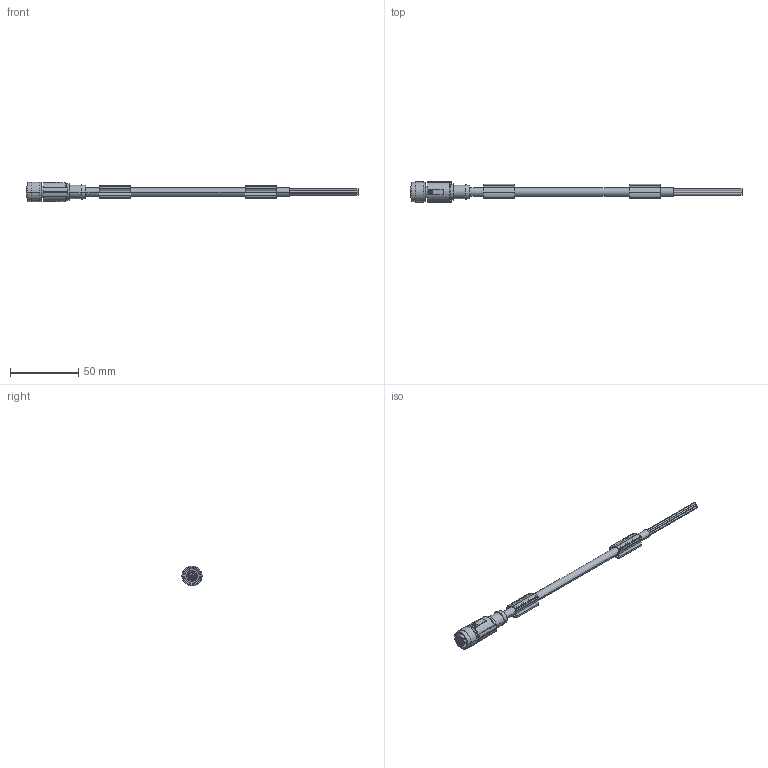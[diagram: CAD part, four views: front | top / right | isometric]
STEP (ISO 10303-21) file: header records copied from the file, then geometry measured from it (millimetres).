
FILE_DESCRIPTION(('SolidDesigner STEP Export'),'2;1');
FILE_NAME('1522891.stp','2008-11-24T11:53:29',(''),(''),'OneSpace Designer STEP processor for AP214 (Solid Model)','OneSpace Designer 14.50 18-Oct-2006 (C) CoCreate Software GmbH','');
FILE_SCHEMA(('AUTOMOTIVE_DESIGN { 1 0 10303 214 1 1 1 1 }'));
Length unit declared in the file: millimetre
Products named in the file (2): 1522891
Assembly tree (1 placements, depth 2):
  1522891
    1522891
Bounding box: 244 x 15 x 14.7 mm (x, y, z)
Volume: 10869.7 mm3; surface area: 10202 mm2
Topology: 1 solids, 1 shells, 339 faces, 908 edges, 609 vertices
Faces by surface type: cylinder 161, plane 116, extrusion 36, cone 22, torus 4
Entity records: 14088 total; most frequent: CARTESIAN_POINT 4420, ORIENTED_EDGE 1816, DIRECTION 1341, EDGE_CURVE 908, VERTEX_POINT 609, AXIS2_PLACEMENT_3D 454, VECTOR 433, LINE 397
